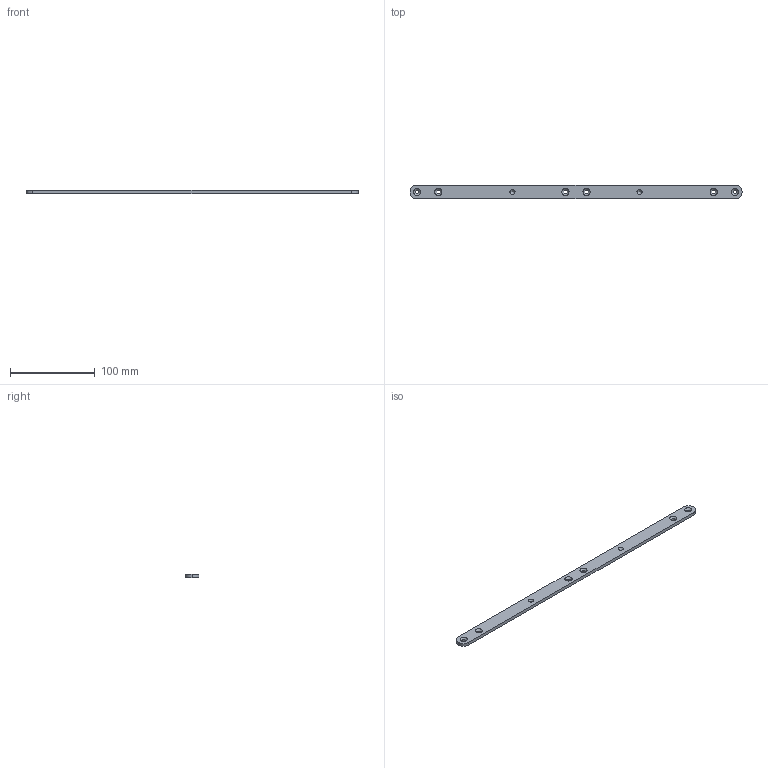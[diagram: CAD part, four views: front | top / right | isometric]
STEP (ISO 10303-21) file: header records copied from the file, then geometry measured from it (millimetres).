
FILE_DESCRIPTION( ( 'STEP AP203' ), '1' );
FILE_NAME( ' ', ' ', ( ' ' ), ( ' ' ), 'PSStep 10.1', ' ', ' ' );
FILE_SCHEMA( ( 'CONFIG_CONTROL_DESIGN' ) );
Length unit declared in the file: millimetre
Products named in the file (1): 1
Bounding box: 392 x 16.5 x 4 mm (x, y, z)
Volume: 24979.5 mm3; surface area: 16136.9 mm2
Topology: 1 solids, 1 shells, 26 faces, 68 edges, 44 vertices
Faces by surface type: cylinder 12, cone 10, plane 4
Full cylindrical faces by diameter (mm): 1 x2, 4.5 x6
Entity records: 726 total; most frequent: DIRECTION 128, CARTESIAN_POINT 107, ORIENTED_EDGE 84, AXIS2_PLACEMENT_3D 59, EDGE_LOOP 56, EDGE_CURVE 42, VERTEX_POINT 38, FACE_OUTER_BOUND 34
